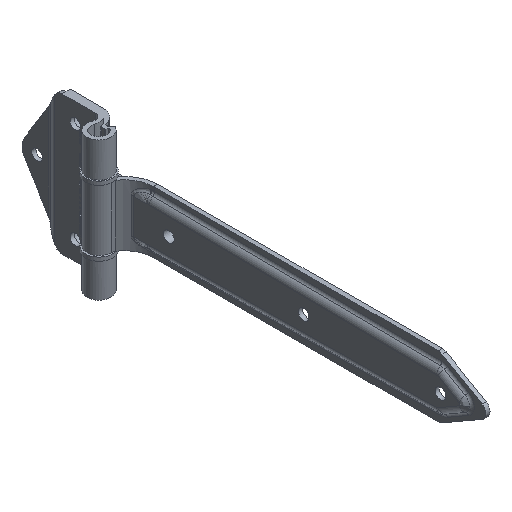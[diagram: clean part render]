
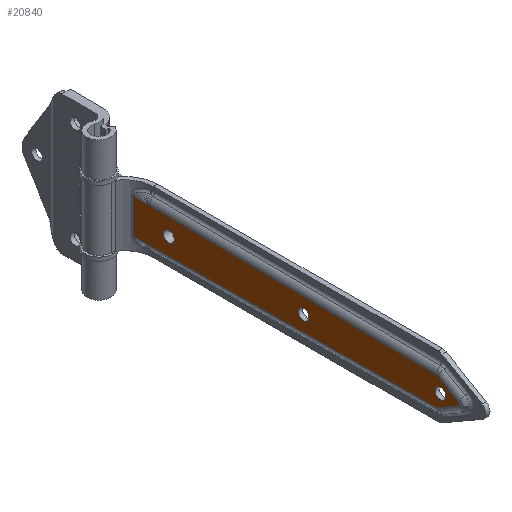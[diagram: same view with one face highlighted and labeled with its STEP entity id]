
A CAD part, isometric view. The second image highlights one B-rep face of the part: STEP entity #20840.
In plain terms, the highlighted planar face has unit normal (-1, 0, 0).
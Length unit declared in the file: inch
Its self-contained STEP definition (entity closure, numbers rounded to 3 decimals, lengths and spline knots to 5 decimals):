
#17557=CARTESIAN_POINT('',(0.3915,-6.078,0.));
#17558=VERTEX_POINT('',#17557);
#17559=CARTESIAN_POINT('',(0.3915,-6.25,0.));
#17560=DIRECTION('',(1.0,0.0,0.0));
#17561=DIRECTION('',(0.0,-1.0,0.0));
#17562=AXIS2_PLACEMENT_3D('',#17559,#17560,#17561);
#17563=CIRCLE('',#17562,0.172);
#17564=EDGE_CURVE('',#17558,#17558,#17563,.T.);
#17585=CARTESIAN_POINT('',(0.3915,-1.703,0.));
#17586=VERTEX_POINT('',#17585);
#17587=CARTESIAN_POINT('',(0.3915,-1.875,0.));
#17588=DIRECTION('',(1.0,0.0,0.0));
#17589=DIRECTION('',(0.0,-1.0,0.0));
#17590=AXIS2_PLACEMENT_3D('',#17587,#17588,#17589);
#17591=CIRCLE('',#17590,0.172);
#17592=EDGE_CURVE('',#17586,#17586,#17591,.T.);
#17613=CARTESIAN_POINT('',(0.3915,-10.516,0.));
#17614=VERTEX_POINT('',#17613);
#17615=CARTESIAN_POINT('',(0.3915,-10.688,0.));
#17616=DIRECTION('',(1.0,0.0,0.0));
#17617=DIRECTION('',(0.0,-1.0,0.0));
#17618=AXIS2_PLACEMENT_3D('',#17615,#17616,#17617);
#17619=CIRCLE('',#17618,0.172);
#17620=EDGE_CURVE('',#17614,#17614,#17619,.T.);
#19016=CARTESIAN_POINT('',(0.3915,-0.7412,0.56436));
#19017=VERTEX_POINT('',#19016);
#19043=CARTESIAN_POINT('',(0.3915,-0.7412,-0.56436));
#19044=VERTEX_POINT('',#19043);
#19052=CARTESIAN_POINT('',(0.3915,-0.7412,-0.56436));
#19053=DIRECTION('',(0.0,0.0,1.0));
#19054=VECTOR('',#19053,1.12873);
#19055=LINE('',#19052,#19054);
#19056=EDGE_CURVE('',#19044,#19017,#19055,.T.);
#19368=CARTESIAN_POINT('',(0.3915,-1.1655,-0.56436));
#19369=VERTEX_POINT('',#19368);
#19383=CARTESIAN_POINT('',(0.3915,-1.1655,-0.56436));
#19384=DIRECTION('',(0.0,1.0,0.0));
#19385=VECTOR('',#19384,0.4243);
#19386=LINE('',#19383,#19385);
#19387=EDGE_CURVE('',#19369,#19044,#19386,.T.);
#19625=CARTESIAN_POINT('',(0.3915,-11.28058,-0.05297));
#19626=VERTEX_POINT('',#19625);
#19636=CARTESIAN_POINT('',(0.3915,-10.59756,-0.44731));
#19637=VERTEX_POINT('',#19636);
#19638=CARTESIAN_POINT('',(0.3915,-10.59756,-0.44731));
#19639=DIRECTION('',(0.,-0.866,0.5));
#19640=VECTOR('',#19639,0.78868);
#19641=LINE('',#19638,#19640);
#19642=EDGE_CURVE('',#19637,#19626,#19641,.T.);
#19688=CARTESIAN_POINT('',(0.3915,-11.31116,0.));
#19689=VERTEX_POINT('',#19688);
#19702=CARTESIAN_POINT('',(0.3915,-11.28058,-0.05297));
#19703=CARTESIAN_POINT('',(0.3915,-11.28845,-0.04842));
#19704=CARTESIAN_POINT('',(0.3915,-11.30455,-0.03351));
#19705=CARTESIAN_POINT('',(0.3915,-11.31116,-0.01222));
#19706=CARTESIAN_POINT('',(0.3915,-11.31116,0.));
#19707=B_SPLINE_CURVE_WITH_KNOTS('',3,(#19702,#19703,#19704,#19705,#19706),.UNSPECIFIED.,.F.,.U.,(4,1,4),(0.,0.06927,0.16162),.UNSPECIFIED.);
#19708=EDGE_CURVE('',#19626,#19689,#19707,.T.);
#19745=CARTESIAN_POINT('',(0.3915,-10.56768,-0.4555));
#19746=VERTEX_POINT('',#19745);
#19762=CARTESIAN_POINT('',(0.3915,-10.56768,-0.4555));
#19763=CARTESIAN_POINT('',(0.3915,-10.57815,-0.45538));
#19764=CARTESIAN_POINT('',(0.3915,-10.58854,-0.45252));
#19765=CARTESIAN_POINT('',(0.3915,-10.59756,-0.44731));
#19766=B_SPLINE_CURVE_WITH_KNOTS('',3,(#19762,#19763,#19764,#19765),.UNSPECIFIED.,.F.,.U.,(4,4),(0.89079,0.9702),.UNSPECIFIED.);
#19767=EDGE_CURVE('',#19746,#19637,#19766,.T.);
#19779=CARTESIAN_POINT('',(0.3915,-1.24644,-0.5613));
#19780=VERTEX_POINT('',#19779);
#19795=CARTESIAN_POINT('',(0.3915,-1.24644,-0.5613));
#19796=DIRECTION('',(0.,-1.,0.011));
#19797=VECTOR('',#19796,9.32184);
#19798=LINE('',#19795,#19797);
#19799=EDGE_CURVE('',#19780,#19746,#19798,.T.);
#19834=CARTESIAN_POINT('',(0.3915,-1.1655,-0.56436));
#19835=CARTESIAN_POINT('',(0.3915,-1.19245,-0.56262));
#19836=CARTESIAN_POINT('',(0.3915,-1.21944,-0.56161));
#19837=CARTESIAN_POINT('',(0.3915,-1.24644,-0.5613));
#19838=B_SPLINE_CURVE_WITH_KNOTS('',3,(#19834,#19835,#19836,#19837),.UNSPECIFIED.,.F.,.U.,(4,4),(0.06048,0.26622),.UNSPECIFIED.);
#19839=EDGE_CURVE('',#19369,#19780,#19838,.T.);
#20149=CARTESIAN_POINT('',(0.3915,-1.1655,0.56436));
#20150=VERTEX_POINT('',#20149);
#20151=CARTESIAN_POINT('',(0.3915,-1.1655,0.56436));
#20152=DIRECTION('',(0.0,1.0,0.0));
#20153=VECTOR('',#20152,0.4243);
#20154=LINE('',#20151,#20153);
#20155=EDGE_CURVE('',#20150,#19017,#20154,.T.);
#20506=CARTESIAN_POINT('',(0.3915,-11.28058,0.05297));
#20507=VERTEX_POINT('',#20506);
#20525=CARTESIAN_POINT('',(0.3915,-10.59756,0.44731));
#20526=VERTEX_POINT('',#20525);
#20534=CARTESIAN_POINT('',(0.3915,-10.59756,0.44731));
#20535=DIRECTION('',(0.,-0.866,-0.5));
#20536=VECTOR('',#20535,0.78868);
#20537=LINE('',#20534,#20536);
#20538=EDGE_CURVE('',#20526,#20507,#20537,.T.);
#20579=CARTESIAN_POINT('',(0.3915,-11.28058,0.05297));
#20580=CARTESIAN_POINT('',(0.3915,-11.28845,0.04842));
#20581=CARTESIAN_POINT('',(0.3915,-11.30455,0.03351));
#20582=CARTESIAN_POINT('',(0.3915,-11.31116,0.01222));
#20583=CARTESIAN_POINT('',(0.3915,-11.31116,0.));
#20584=B_SPLINE_CURVE_WITH_KNOTS('',3,(#20579,#20580,#20581,#20582,#20583),.UNSPECIFIED.,.F.,.U.,(4,1,4),(0.,0.06927,0.16162),.UNSPECIFIED.);
#20585=EDGE_CURVE('',#20507,#19689,#20584,.T.);
#20613=CARTESIAN_POINT('',(0.3915,-10.56768,0.4555));
#20614=VERTEX_POINT('',#20613);
#20622=CARTESIAN_POINT('',(0.3915,-10.56768,0.4555));
#20623=CARTESIAN_POINT('',(0.3915,-10.57815,0.45538));
#20624=CARTESIAN_POINT('',(0.3915,-10.58854,0.45252));
#20625=CARTESIAN_POINT('',(0.3915,-10.59756,0.44731));
#20626=B_SPLINE_CURVE_WITH_KNOTS('',3,(#20622,#20623,#20624,#20625),.UNSPECIFIED.,.F.,.U.,(4,4),(0.89079,0.9702),.UNSPECIFIED.);
#20627=EDGE_CURVE('',#20614,#20526,#20626,.T.);
#20647=CARTESIAN_POINT('',(0.3915,-1.24644,0.5613));
#20648=VERTEX_POINT('',#20647);
#20656=CARTESIAN_POINT('',(0.3915,-1.24644,0.5613));
#20657=DIRECTION('',(0.,-1.,-0.011));
#20658=VECTOR('',#20657,9.32184);
#20659=LINE('',#20656,#20658);
#20660=EDGE_CURVE('',#20648,#20614,#20659,.T.);
#20694=CARTESIAN_POINT('',(0.3915,-1.1655,0.56436));
#20695=CARTESIAN_POINT('',(0.3915,-1.19245,0.56262));
#20696=CARTESIAN_POINT('',(0.3915,-1.21944,0.56161));
#20697=CARTESIAN_POINT('',(0.3915,-1.24644,0.5613));
#20698=B_SPLINE_CURVE_WITH_KNOTS('',3,(#20694,#20695,#20696,#20697),.UNSPECIFIED.,.F.,.U.,(4,4),(0.06048,0.26622),.UNSPECIFIED.);
#20699=EDGE_CURVE('',#20150,#20648,#20698,.T.);
#20811=CARTESIAN_POINT('',(0.3915,-6.09123,0.57899));
#20812=DIRECTION('',(1.0,0.0,0.0));
#20813=DIRECTION('',(0.0,0.0,1.0));
#20814=AXIS2_PLACEMENT_3D('',#20811,#20812,#20813);
#20815=PLANE('',#20814);
#20816=ORIENTED_EDGE('',*,*,#19056,.F.);
#20817=ORIENTED_EDGE('',*,*,#19387,.F.);
#20818=ORIENTED_EDGE('',*,*,#19839,.T.);
#20819=ORIENTED_EDGE('',*,*,#19799,.T.);
#20820=ORIENTED_EDGE('',*,*,#19767,.T.);
#20821=ORIENTED_EDGE('',*,*,#19642,.T.);
#20822=ORIENTED_EDGE('',*,*,#19708,.T.);
#20823=ORIENTED_EDGE('',*,*,#20585,.F.);
#20824=ORIENTED_EDGE('',*,*,#20538,.F.);
#20825=ORIENTED_EDGE('',*,*,#20627,.F.);
#20826=ORIENTED_EDGE('',*,*,#20660,.F.);
#20827=ORIENTED_EDGE('',*,*,#20699,.F.);
#20828=ORIENTED_EDGE('',*,*,#20155,.T.);
#20829=EDGE_LOOP('',(#20816,#20817,#20818,#20819,#20820,#20821,#20822,#20823,#20824,#20825,#20826,#20827,#20828));
#20830=FACE_OUTER_BOUND('',#20829,.T.);
#20831=ORIENTED_EDGE('',*,*,#17564,.T.);
#20832=EDGE_LOOP('',(#20831));
#20833=FACE_BOUND('',#20832,.T.);
#20834=ORIENTED_EDGE('',*,*,#17592,.T.);
#20835=EDGE_LOOP('',(#20834));
#20836=FACE_BOUND('',#20835,.T.);
#20837=ORIENTED_EDGE('',*,*,#17620,.T.);
#20838=EDGE_LOOP('',(#20837));
#20839=FACE_BOUND('',#20838,.T.);
#20840=ADVANCED_FACE('',(#20830,#20833,#20836,#20839),#20815,.F.);
